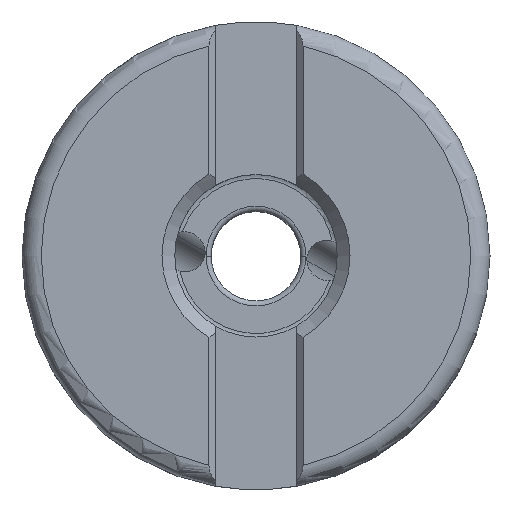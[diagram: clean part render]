
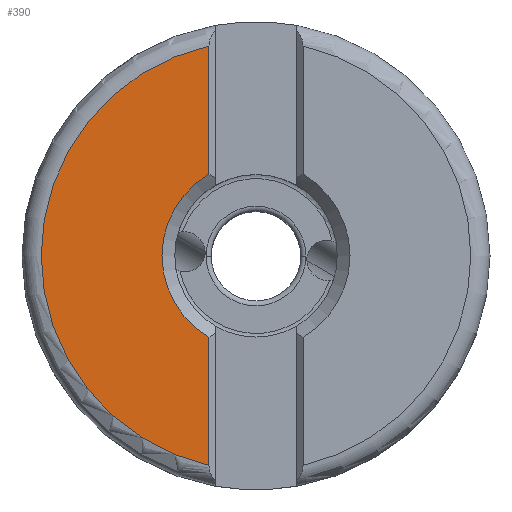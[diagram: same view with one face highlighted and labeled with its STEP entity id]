
A CAD part, top view. The second image highlights one B-rep face of the part: STEP entity #390.
In plain terms, the highlighted planar face has unit normal (0, 0, 1).
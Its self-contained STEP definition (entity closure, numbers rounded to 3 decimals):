
#146=PLANE('',#6537);
#390=ADVANCED_FACE('',(#839),#146,.T.);
#839=FACE_OUTER_BOUND('',#1146,.T.);
#1146=EDGE_LOOP('',(#3120,#3121,#3122,#3123,#3124,#3125));
#1446=LINE('',#11670,#1698);
#1447=LINE('',#11740,#1699);
#1698=VECTOR('',#7718,1.);
#1699=VECTOR('',#7729,1.);
#3120=ORIENTED_EDGE('',*,*,#5256,.F.);
#3121=ORIENTED_EDGE('',*,*,#5255,.F.);
#3122=ORIENTED_EDGE('',*,*,#5244,.T.);
#3123=ORIENTED_EDGE('',*,*,#5248,.F.);
#3124=ORIENTED_EDGE('',*,*,#5247,.F.);
#3125=ORIENTED_EDGE('',*,*,#5252,.T.);
#4445=VERTEX_POINT('',#11671);
#4446=VERTEX_POINT('',#11672);
#4447=VERTEX_POINT('',#11702);
#4448=VERTEX_POINT('',#11703);
#4451=VERTEX_POINT('',#11741);
#4453=VERTEX_POINT('',#11752);
#5244=EDGE_CURVE('',#4445,#4446,#1446,.T.);
#5247=EDGE_CURVE('',#4447,#4448,#5861,.T.);
#5248=EDGE_CURVE('',#4448,#4446,#5862,.T.);
#5252=EDGE_CURVE('',#4447,#4451,#1447,.T.);
#5255=EDGE_CURVE('',#4445,#4453,#5864,.T.);
#5256=EDGE_CURVE('',#4453,#4451,#5865,.T.);
#5861=CIRCLE('',#6521,16.79);
#5862=CIRCLE('',#6522,16.79);
#5864=CIRCLE('',#6526,7.35);
#5865=CIRCLE('',#6527,7.35);
#6521=AXIS2_PLACEMENT_3D('',#11701,#7721,#7722);
#6522=AXIS2_PLACEMENT_3D('',#11704,#7723,#7724);
#6526=AXIS2_PLACEMENT_3D('',#11751,#7733,#7734);
#6527=AXIS2_PLACEMENT_3D('',#11753,#7735,#7736);
#6537=AXIS2_PLACEMENT_3D('',#11778,#7761,#7762);
#7718=DIRECTION('',(0.,1.,0.));
#7721=DIRECTION('',(0.,0.,-1.));
#7722=DIRECTION('',(-0.219,-0.976,0.));
#7723=DIRECTION('',(0.,0.,-1.));
#7724=DIRECTION('',(-1.,0.001,0.));
#7729=DIRECTION('',(0.,1.,0.));
#7733=DIRECTION('',(0.,0.,1.));
#7734=DIRECTION('',(-0.5,0.866,0.));
#7735=DIRECTION('',(0.,0.,1.));
#7736=DIRECTION('',(-1.,0.,0.));
#7761=DIRECTION('',(0.,0.,1.));
#7762=DIRECTION('',(1.,0.,0.));
#11670=CARTESIAN_POINT('',(-3.675,6.365,0.));
#11671=CARTESIAN_POINT('',(-3.675,6.365,0.));
#11672=CARTESIAN_POINT('',(-3.675,16.383,0.));
#11701=CARTESIAN_POINT('',(0.,0.,0.));
#11702=CARTESIAN_POINT('',(-3.675,-16.383,0.));
#11703=CARTESIAN_POINT('',(-16.79,0.02,0.));
#11704=CARTESIAN_POINT('',(0.,0.,0.));
#11740=CARTESIAN_POINT('',(-3.675,-16.383,0.));
#11741=CARTESIAN_POINT('',(-3.675,-6.365,0.));
#11751=CARTESIAN_POINT('',(0.,0.,0.));
#11752=CARTESIAN_POINT('',(-7.35,0.,0.));
#11753=CARTESIAN_POINT('',(0.,0.,0.));
#11778=CARTESIAN_POINT('',(-10.232,0.,0.));
